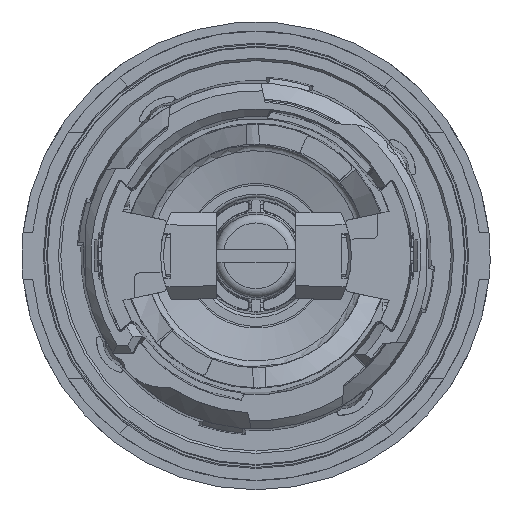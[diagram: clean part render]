
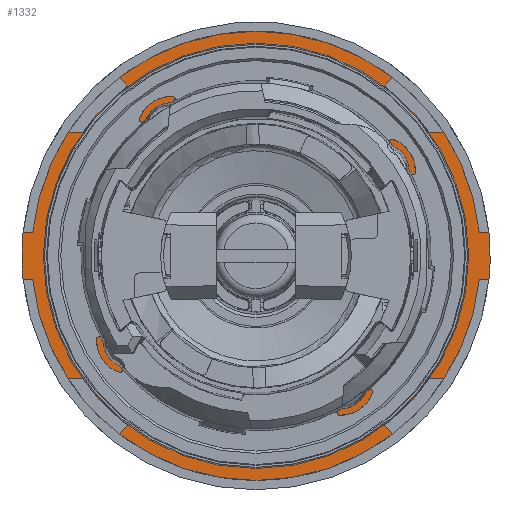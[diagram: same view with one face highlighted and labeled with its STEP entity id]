
A CAD part, front view. The second image highlights one B-rep face of the part: STEP entity #1332.
In plain terms, the highlighted planar face has unit normal (0, -1, 0).
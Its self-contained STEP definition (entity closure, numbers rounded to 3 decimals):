
#561=FACE_BOUND('',#2509,.T.);
#562=FACE_BOUND('',#2510,.T.);
#1332=ADVANCED_FACE('',(#561,#562),#1733,.T.);
#1733=PLANE('',#10819);
#2509=EDGE_LOOP('',(#5065,#5066,#5067,#5068,#5069,#5070,#5071,#5072,#5073,
#5074,#5075,#5076,#5077,#5078,#5079,#5080,#5081,#5082,#5083,#5084,#5085,
#5086,#5087,#5088));
#2510=EDGE_LOOP('',(#5089));
#3101=LINE('',#16287,#3743);
#3112=LINE('',#16335,#3754);
#3115=LINE('',#16347,#3757);
#3127=LINE('',#16397,#3769);
#3131=LINE('',#16403,#3773);
#3132=LINE('',#16405,#3774);
#3133=LINE('',#16406,#3775);
#3134=LINE('',#16407,#3776);
#3135=LINE('',#16410,#3777);
#3136=LINE('',#16411,#3778);
#3137=LINE('',#16412,#3779);
#3138=LINE('',#16414,#3780);
#3743=VECTOR('',#12358,1.);
#3754=VECTOR('',#12395,1.);
#3757=VECTOR('',#12400,1.);
#3769=VECTOR('',#12450,1.);
#3773=VECTOR('',#12458,1.);
#3774=VECTOR('',#12461,1.);
#3775=VECTOR('',#12462,1.);
#3776=VECTOR('',#12463,1.);
#3777=VECTOR('',#12466,1.);
#3778=VECTOR('',#12467,1.);
#3779=VECTOR('',#12468,1.);
#3780=VECTOR('',#12471,1.);
#5065=ORIENTED_EDGE('',*,*,#8822,.T.);
#5066=ORIENTED_EDGE('',*,*,#8768,.T.);
#5067=ORIENTED_EDGE('',*,*,#8823,.T.);
#5068=ORIENTED_EDGE('',*,*,#8796,.F.);
#5069=ORIENTED_EDGE('',*,*,#8824,.F.);
#5070=ORIENTED_EDGE('',*,*,#8825,.T.);
#5071=ORIENTED_EDGE('',*,*,#8787,.F.);
#5072=ORIENTED_EDGE('',*,*,#8815,.F.);
#5073=ORIENTED_EDGE('',*,*,#8826,.F.);
#5074=ORIENTED_EDGE('',*,*,#8776,.F.);
#5075=ORIENTED_EDGE('',*,*,#8827,.F.);
#5076=ORIENTED_EDGE('',*,*,#8811,.F.);
#5077=ORIENTED_EDGE('',*,*,#8817,.F.);
#5078=ORIENTED_EDGE('',*,*,#8780,.F.);
#5079=ORIENTED_EDGE('',*,*,#8828,.F.);
#5080=ORIENTED_EDGE('',*,*,#8807,.F.);
#5081=ORIENTED_EDGE('',*,*,#8791,.F.);
#5082=ORIENTED_EDGE('',*,*,#8829,.T.);
#5083=ORIENTED_EDGE('',*,*,#8767,.F.);
#5084=ORIENTED_EDGE('',*,*,#8804,.F.);
#5085=ORIENTED_EDGE('',*,*,#8821,.F.);
#5086=ORIENTED_EDGE('',*,*,#8772,.F.);
#5087=ORIENTED_EDGE('',*,*,#8830,.F.);
#5088=ORIENTED_EDGE('',*,*,#8800,.F.);
#5089=ORIENTED_EDGE('',*,*,#8831,.T.);
#7383=VERTEX_POINT('',#16282);
#7385=VERTEX_POINT('',#16286);
#7386=VERTEX_POINT('',#16290);
#7387=VERTEX_POINT('',#16291);
#7390=VERTEX_POINT('',#16299);
#7391=VERTEX_POINT('',#16300);
#7394=VERTEX_POINT('',#16308);
#7395=VERTEX_POINT('',#16309);
#7398=VERTEX_POINT('',#16317);
#7399=VERTEX_POINT('',#16318);
#7403=VERTEX_POINT('',#16330);
#7405=VERTEX_POINT('',#16334);
#7407=VERTEX_POINT('',#16339);
#7409=VERTEX_POINT('',#16346);
#7412=VERTEX_POINT('',#16356);
#7413=VERTEX_POINT('',#16358);
#7416=VERTEX_POINT('',#16364);
#7417=VERTEX_POINT('',#16366);
#7420=VERTEX_POINT('',#16372);
#7421=VERTEX_POINT('',#16379);
#7424=VERTEX_POINT('',#16385);
#7425=VERTEX_POINT('',#16387);
#7428=VERTEX_POINT('',#16393);
#7429=VERTEX_POINT('',#16408);
#7430=VERTEX_POINT('',#16416);
#8767=EDGE_CURVE('',#7385,#7383,#3101,.T.);
#8768=EDGE_CURVE('',#7386,#7387,#10101,.T.);
#8772=EDGE_CURVE('',#7390,#7391,#10103,.T.);
#8776=EDGE_CURVE('',#7394,#7395,#10105,.T.);
#8780=EDGE_CURVE('',#7398,#7399,#10107,.T.);
#8787=EDGE_CURVE('',#7405,#7403,#3112,.T.);
#8791=EDGE_CURVE('',#7409,#7407,#3115,.T.);
#8796=EDGE_CURVE('',#7412,#7413,#10111,.T.);
#8800=EDGE_CURVE('',#7416,#7417,#10113,.T.);
#8804=EDGE_CURVE('',#7420,#7385,#10115,.T.);
#8807=EDGE_CURVE('',#7407,#7421,#10118,.T.);
#8811=EDGE_CURVE('',#7424,#7425,#10120,.T.);
#8815=EDGE_CURVE('',#7428,#7405,#10122,.T.);
#8817=EDGE_CURVE('',#7399,#7424,#3127,.T.);
#8821=EDGE_CURVE('',#7391,#7420,#3131,.T.);
#8822=EDGE_CURVE('',#7416,#7386,#3132,.T.);
#8823=EDGE_CURVE('',#7387,#7413,#3133,.T.);
#8824=EDGE_CURVE('',#7429,#7412,#3134,.T.);
#8825=EDGE_CURVE('',#7429,#7403,#10123,.T.);
#8826=EDGE_CURVE('',#7395,#7428,#3135,.T.);
#8827=EDGE_CURVE('',#7425,#7394,#3136,.T.);
#8828=EDGE_CURVE('',#7421,#7398,#3137,.T.);
#8829=EDGE_CURVE('',#7409,#7383,#10124,.T.);
#8830=EDGE_CURVE('',#7417,#7390,#3138,.T.);
#8831=EDGE_CURVE('',#7430,#7430,#10125,.T.);
#10101=CIRCLE('',#10781,13.4);
#10103=CIRCLE('',#10784,13.4);
#10105=CIRCLE('',#10787,13.4);
#10107=CIRCLE('',#10790,13.4);
#10111=CIRCLE('',#10798,14.15);
#10113=CIRCLE('',#10800,14.15);
#10115=CIRCLE('',#10802,14.15);
#10118=CIRCLE('',#10807,14.15);
#10120=CIRCLE('',#10809,14.15);
#10122=CIRCLE('',#10811,14.15);
#10123=CIRCLE('',#10816,14.75);
#10124=CIRCLE('',#10817,14.75);
#10125=CIRCLE('',#10818,10.5);
#10781=AXIS2_PLACEMENT_3D('',#16289,#12361,#12362);
#10784=AXIS2_PLACEMENT_3D('',#16298,#12369,#12370);
#10787=AXIS2_PLACEMENT_3D('',#16307,#12377,#12378);
#10790=AXIS2_PLACEMENT_3D('',#16316,#12385,#12386);
#10798=AXIS2_PLACEMENT_3D('',#16357,#12411,#12412);
#10800=AXIS2_PLACEMENT_3D('',#16365,#12417,#12418);
#10802=AXIS2_PLACEMENT_3D('',#16373,#12423,#12424);
#10807=AXIS2_PLACEMENT_3D('',#16378,#12433,#12434);
#10809=AXIS2_PLACEMENT_3D('',#16386,#12439,#12440);
#10811=AXIS2_PLACEMENT_3D('',#16394,#12445,#12446);
#10816=AXIS2_PLACEMENT_3D('',#16409,#12464,#12465);
#10817=AXIS2_PLACEMENT_3D('',#16413,#12469,#12470);
#10818=AXIS2_PLACEMENT_3D('',#16415,#12472,#12473);
#10819=AXIS2_PLACEMENT_3D('',#16417,#12474,#12475);
#12358=DIRECTION('',(1.,0.,0.));
#12361=DIRECTION('',(0.,-1.,0.));
#12362=DIRECTION('',(-1.,0.,0.));
#12369=DIRECTION('',(0.,1.,0.));
#12370=DIRECTION('',(1.,0.,0.));
#12377=DIRECTION('',(0.,1.,0.));
#12378=DIRECTION('',(-1.,0.,0.));
#12385=DIRECTION('',(0.,1.,0.));
#12386=DIRECTION('',(1.,0.,0.));
#12395=DIRECTION('',(-1.,0.,0.));
#12400=DIRECTION('',(-1.,0.,0.));
#12411=DIRECTION('',(0.,1.,0.));
#12412=DIRECTION('',(0.,0.,1.));
#12417=DIRECTION('',(0.,1.,0.));
#12418=DIRECTION('',(0.,0.,1.));
#12423=DIRECTION('',(0.,1.,0.));
#12424=DIRECTION('',(0.,0.,1.));
#12433=DIRECTION('',(0.,1.,0.));
#12434=DIRECTION('',(0.,0.,1.));
#12439=DIRECTION('',(0.,1.,0.));
#12440=DIRECTION('',(0.,0.,1.));
#12445=DIRECTION('',(0.,1.,0.));
#12446=DIRECTION('',(0.,0.,1.));
#12450=DIRECTION('',(0.707,0.,-0.707));
#12458=DIRECTION('',(1.,0.,0.));
#12461=DIRECTION('',(0.707,0.,-0.707));
#12462=DIRECTION('',(-1.,0.,0.));
#12463=DIRECTION('',(1.,0.,0.));
#12464=DIRECTION('',(0.,-1.,0.));
#12465=DIRECTION('',(0.,0.,-1.));
#12466=DIRECTION('',(-1.,0.,0.));
#12467=DIRECTION('',(0.707,0.,0.707));
#12468=DIRECTION('',(-1.,0.,0.));
#12469=DIRECTION('',(0.,-1.,0.));
#12470=DIRECTION('',(0.,0.,-1.));
#12471=DIRECTION('',(-0.707,0.,-0.707));
#12472=DIRECTION('',(0.,1.,0.));
#12473=DIRECTION('',(0.,0.,-1.));
#12474=DIRECTION('',(0.,-1.,0.));
#12475=DIRECTION('',(0.,0.,-1.));
#16282=CARTESIAN_POINT('',(14.675,15.8,1.49));
#16286=CARTESIAN_POINT('',(14.071,15.8,1.49));
#16287=CARTESIAN_POINT('',(14.071,15.8,1.49));
#16289=CARTESIAN_POINT('',(0.,15.8,0.));
#16290=CARTESIAN_POINT('',(-8.076,15.8,10.693));
#16291=CARTESIAN_POINT('',(-10.932,15.8,7.75));
#16298=CARTESIAN_POINT('',(0.,15.8,0.));
#16299=CARTESIAN_POINT('',(8.076,15.8,10.693));
#16300=CARTESIAN_POINT('',(10.932,15.8,7.75));
#16307=CARTESIAN_POINT('',(0.,15.8,0.));
#16308=CARTESIAN_POINT('',(-8.076,15.8,-10.693));
#16309=CARTESIAN_POINT('',(-10.932,15.8,-7.75));
#16316=CARTESIAN_POINT('',(0.,15.8,0.));
#16317=CARTESIAN_POINT('',(10.932,15.8,-7.75));
#16318=CARTESIAN_POINT('',(8.076,15.8,-10.693));
#16330=CARTESIAN_POINT('',(-14.675,15.8,-1.49));
#16334=CARTESIAN_POINT('',(-14.071,15.8,-1.49));
#16335=CARTESIAN_POINT('',(-14.071,15.8,-1.49));
#16339=CARTESIAN_POINT('',(14.071,15.8,-1.49));
#16346=CARTESIAN_POINT('',(14.675,15.8,-1.49));
#16347=CARTESIAN_POINT('',(14.665,15.8,-1.49));
#16356=CARTESIAN_POINT('',(-14.071,15.8,1.49));
#16357=CARTESIAN_POINT('',(0.,15.8,0.));
#16358=CARTESIAN_POINT('',(-11.839,15.8,7.75));
#16364=CARTESIAN_POINT('',(-8.612,15.8,11.228));
#16365=CARTESIAN_POINT('',(0.,15.8,0.));
#16366=CARTESIAN_POINT('',(8.612,15.8,11.228));
#16372=CARTESIAN_POINT('',(11.839,15.8,7.75));
#16373=CARTESIAN_POINT('',(0.,15.8,0.));
#16378=CARTESIAN_POINT('',(0.,15.8,0.));
#16379=CARTESIAN_POINT('',(11.839,15.8,-7.75));
#16385=CARTESIAN_POINT('',(8.612,15.8,-11.228));
#16386=CARTESIAN_POINT('',(0.,15.8,0.));
#16387=CARTESIAN_POINT('',(-8.612,15.8,-11.228));
#16393=CARTESIAN_POINT('',(-11.839,15.8,-7.75));
#16394=CARTESIAN_POINT('',(0.,15.8,0.));
#16397=CARTESIAN_POINT('',(8.076,15.8,-10.693));
#16403=CARTESIAN_POINT('',(10.932,15.8,7.75));
#16405=CARTESIAN_POINT('',(-11.352,15.8,13.969));
#16406=CARTESIAN_POINT('',(-10.932,15.8,7.75));
#16407=CARTESIAN_POINT('',(-14.665,15.8,1.49));
#16408=CARTESIAN_POINT('',(-14.675,15.8,1.49));
#16409=CARTESIAN_POINT('',(0.,15.8,0.));
#16410=CARTESIAN_POINT('',(-10.932,15.8,-7.75));
#16411=CARTESIAN_POINT('',(-11.352,15.8,-13.969));
#16412=CARTESIAN_POINT('',(16.246,15.8,-7.75));
#16413=CARTESIAN_POINT('',(0.,15.8,0.));
#16414=CARTESIAN_POINT('',(11.352,15.8,13.969));
#16415=CARTESIAN_POINT('',(0.,15.8,0.));
#16416=CARTESIAN_POINT('',(0.,15.8,-10.5));
#16417=CARTESIAN_POINT('',(10.3,15.8,0.));
